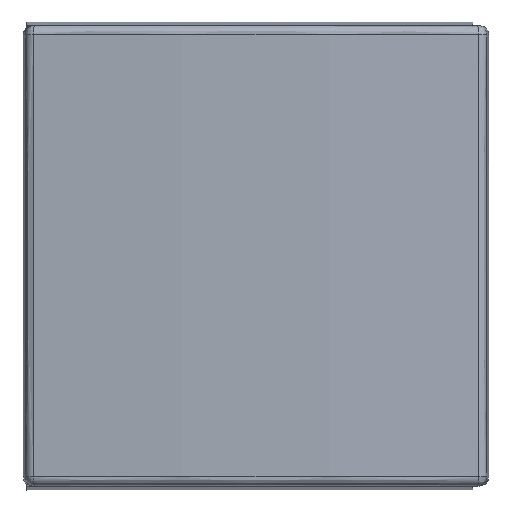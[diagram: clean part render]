
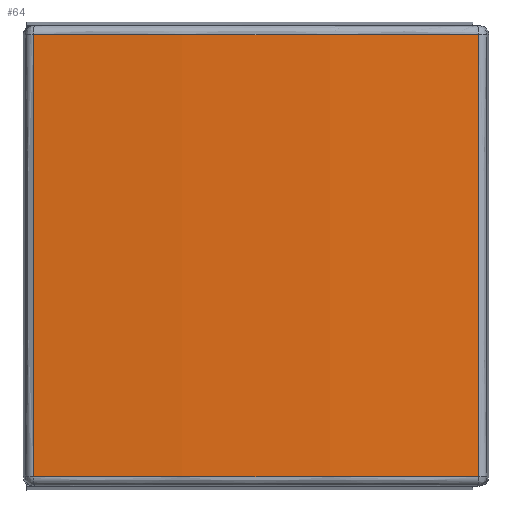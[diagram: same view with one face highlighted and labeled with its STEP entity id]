
A CAD part, top view. The second image highlights one B-rep face of the part: STEP entity #64.
In plain terms, the highlighted free-form (B-spline) face has degree [1, 2] with [2, 3] control points.
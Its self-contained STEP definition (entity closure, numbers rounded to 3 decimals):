
#64=ADVANCED_FACE($,(#119),#593,.T.);
#119=FACE_OUTER_BOUND($,#174,.T.);
#174=EDGE_LOOP($,(#241,#242,#243,#244));
#241=ORIENTED_EDGE($,*,*,#441,.T.);
#242=ORIENTED_EDGE($,*,*,#443,.T.);
#243=ORIENTED_EDGE($,*,*,#444,.T.);
#244=ORIENTED_EDGE($,*,*,#442,.F.);
#441=EDGE_CURVE($,#545,#546,#662,.T.);
#442=EDGE_CURVE($,#545,#547,#663,.T.);
#443=EDGE_CURVE($,#546,#548,#664,.T.);
#444=EDGE_CURVE($,#548,#547,#665,.T.);
#545=VERTEX_POINT($,#1415);
#546=VERTEX_POINT($,#1416);
#547=VERTEX_POINT($,#1417);
#548=VERTEX_POINT($,#1418);
#593=(
BOUNDED_SURFACE()
B_SPLINE_SURFACE(1,2,((#1051,#1052,#1053),(#1054,#1055,#1056)),.UNSPECIFIED.,
.F.,.F.,.F.)
B_SPLINE_SURFACE_WITH_KNOTS((2,2),(3,3),(20.,979.995),
(-982.613,-15.771),.UNSPECIFIED.)
GEOMETRIC_REPRESENTATION_ITEM()
RATIONAL_B_SPLINE_SURFACE(((1.,0.996,1.),
(1.,0.996,1.)))
REPRESENTATION_ITEM($)
SURFACE()
);
#662=(
BOUNDED_CURVE()
B_SPLINE_CURVE(3,(#915,#916,#917,#918,#919,#920,#921),.UNSPECIFIED.,.F.,
.F.)
B_SPLINE_CURVE_WITH_KNOTS((4,1,1,1,4),(15.696,246.68,
493.619,740.56,979.306),.UNSPECIFIED.)
CURVE()
GEOMETRIC_REPRESENTATION_ITEM()
RATIONAL_B_SPLINE_CURVE((1.,1.,1.,1.,1.,1.,1.))
REPRESENTATION_ITEM($)
);
#663=(
BOUNDED_CURVE()
B_SPLINE_CURVE(3,(#922,#923,#924,#925),.UNSPECIFIED.,.F.,.F.)
B_SPLINE_CURVE_WITH_KNOTS((4,4),(20.,979.995),.UNSPECIFIED.)
CURVE()
GEOMETRIC_REPRESENTATION_ITEM()
RATIONAL_B_SPLINE_CURVE((1.,1.,1.,1.))
REPRESENTATION_ITEM($)
);
#664=(
BOUNDED_CURVE()
B_SPLINE_CURVE(3,(#926,#927,#928,#929),.UNSPECIFIED.,.F.,.F.)
B_SPLINE_CURVE_WITH_KNOTS((4,4),(20.,979.995),.UNSPECIFIED.)
CURVE()
GEOMETRIC_REPRESENTATION_ITEM()
RATIONAL_B_SPLINE_CURVE((1.,1.,1.,1.))
REPRESENTATION_ITEM($)
);
#665=(
BOUNDED_CURVE()
B_SPLINE_CURVE(3,(#930,#931,#932,#933,#934,#935,#936),.UNSPECIFIED.,.F.,
.F.)
B_SPLINE_CURVE_WITH_KNOTS((4,1,1,1,4),(15.703,246.674,
493.611,740.554,979.313),.UNSPECIFIED.)
CURVE()
GEOMETRIC_REPRESENTATION_ITEM()
RATIONAL_B_SPLINE_CURVE((1.,1.,1.,1.,1.,1.,1.))
REPRESENTATION_ITEM($)
);
#915=CARTESIAN_POINT($,(69133.001,-35966.718,350.736));
#916=CARTESIAN_POINT($,(69210.005,-35966.718,356.888));
#917=CARTESIAN_POINT($,(69369.575,-35966.718,366.575));
#918=CARTESIAN_POINT($,(69611.991,-35966.718,371.7));
#919=CARTESIAN_POINT($,(69857.01,-35966.718,366.881));
#920=CARTESIAN_POINT($,(70019.182,-35966.718,357.172));
#921=CARTESIAN_POINT($,(70098.775,-35966.718,350.828));
#922=CARTESIAN_POINT($,(69133.001,-35966.718,350.736));
#923=CARTESIAN_POINT($,(69133.001,-35646.719,350.736));
#924=CARTESIAN_POINT($,(69133.001,-35326.721,350.736));
#925=CARTESIAN_POINT($,(69133.001,-35006.723,350.736));
#926=CARTESIAN_POINT($,(70098.775,-35966.718,350.828));
#927=CARTESIAN_POINT($,(70098.775,-35646.719,350.828));
#928=CARTESIAN_POINT($,(70098.775,-35326.721,350.828));
#929=CARTESIAN_POINT($,(70098.775,-35006.723,350.828));
#930=CARTESIAN_POINT($,(70098.775,-35006.723,350.828));
#931=CARTESIAN_POINT($,(70021.774,-35006.723,356.966));
#932=CARTESIAN_POINT($,(69862.208,-35006.723,366.622));
#933=CARTESIAN_POINT($,(69619.795,-35006.723,371.701));
#934=CARTESIAN_POINT($,(69374.772,-35006.723,366.835));
#935=CARTESIAN_POINT($,(69212.597,-35006.723,357.095));
#936=CARTESIAN_POINT($,(69133.001,-35006.723,350.736));
#1051=CARTESIAN_POINT($,(70098.775,-35966.718,350.828));
#1052=CARTESIAN_POINT($,(69615.892,-35966.718,389.317));
#1053=CARTESIAN_POINT($,(69133.001,-35966.718,350.736));
#1054=CARTESIAN_POINT($,(70098.775,-35006.723,350.828));
#1055=CARTESIAN_POINT($,(69615.892,-35006.723,389.317));
#1056=CARTESIAN_POINT($,(69133.001,-35006.723,350.736));
#1415=CARTESIAN_POINT($,(69133.001,-35966.718,350.736));
#1416=CARTESIAN_POINT($,(70098.775,-35966.718,350.828));
#1417=CARTESIAN_POINT($,(69133.001,-35006.723,350.736));
#1418=CARTESIAN_POINT($,(70098.775,-35006.723,350.828));
